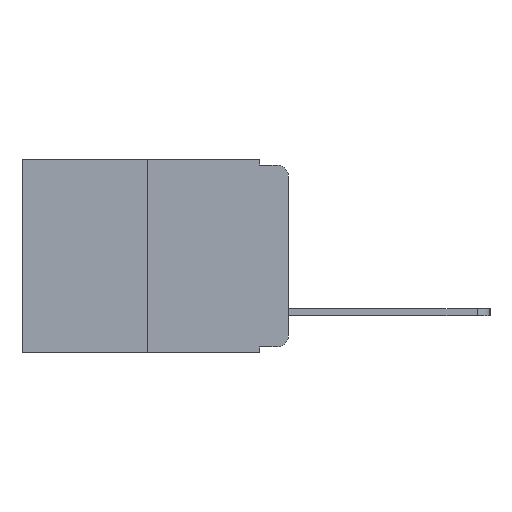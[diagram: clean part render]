
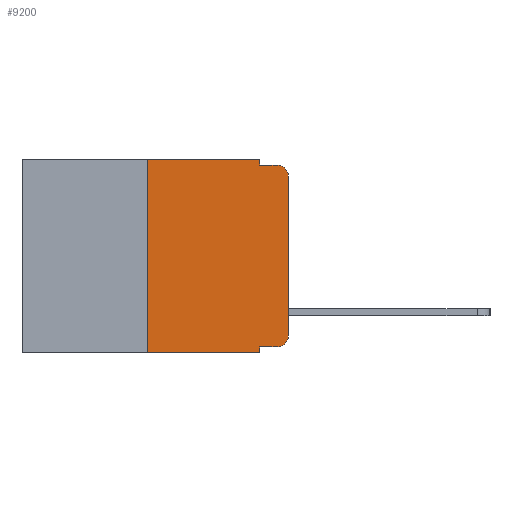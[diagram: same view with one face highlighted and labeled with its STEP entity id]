
A CAD part, left-side view. The second image highlights one B-rep face of the part: STEP entity #9200.
In plain terms, the highlighted planar face has unit normal (-1, 0, 0).
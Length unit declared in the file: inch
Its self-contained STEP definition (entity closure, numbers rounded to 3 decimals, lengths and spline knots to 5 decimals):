
#90 = EDGE_CURVE ( 'NONE', #6161, #8995, #2172, .T. ) ;
#198 = CARTESIAN_POINT ( 'NONE',  ( 0., 0.051, -0.333 ) ) ;
#286 = ORIENTED_EDGE ( 'NONE', *, *, #8172, .F. ) ;
#455 = ORIENTED_EDGE ( 'NONE', *, *, #7651, .T. ) ;
#520 = CIRCLE ( 'NONE', #9526, 0.02 ) ;
#697 = LINE ( 'NONE', #2722, #8680 ) ;
#831 = DIRECTION ( 'NONE',  ( 0., 0., -1. ) ) ;
#1382 = CARTESIAN_POINT ( 'NONE',  ( 0., 0.473, 0. ) ) ;
#1508 = VECTOR ( 'NONE', #12984, 39.37008 ) ;
#1806 = ORIENTED_EDGE ( 'NONE', *, *, #6021, .T. ) ;
#2060 = DIRECTION ( 'NONE',  ( 0., 0., 1. ) ) ;
#2163 = VECTOR ( 'NONE', #2060, 39.37008 ) ;
#2172 = LINE ( 'NONE', #5761, #10058 ) ;
#2266 = FACE_OUTER_BOUND ( 'NONE', #6338, .T. ) ;
#2648 = VECTOR ( 'NONE', #9211, 39.37008 ) ;
#2703 = VERTEX_POINT ( 'NONE', #10394 ) ;
#2722 = CARTESIAN_POINT ( 'NONE',  ( 0., 0.051, -0.01 ) ) ;
#2782 = DIRECTION ( 'NONE',  ( 0., -1., 0. ) ) ;
#3189 = EDGE_CURVE ( 'NONE', #6161, #7878, #4084, .T. ) ;
#3251 = EDGE_CURVE ( 'NONE', #5919, #4140, #520, .T. ) ;
#3512 = DIRECTION ( 'NONE',  ( 0., -1., 0. ) ) ;
#3620 = CIRCLE ( 'NONE', #12562, 0.02 ) ;
#3699 = CARTESIAN_POINT ( 'NONE',  ( 0., 0., -0.313 ) ) ;
#3721 = CARTESIAN_POINT ( 'NONE',  ( 0., 0.051, -0.333 ) ) ;
#3805 = VECTOR ( 'NONE', #10129, 39.37008 ) ;
#4084 = LINE ( 'NONE', #13065, #6671 ) ;
#4140 = VERTEX_POINT ( 'NONE', #3699 ) ;
#5045 = VERTEX_POINT ( 'NONE', #13220 ) ;
#5084 = LINE ( 'NONE', #11929, #2163 ) ;
#5579 = LINE ( 'NONE', #9084, #2648 ) ;
#5755 = ORIENTED_EDGE ( 'NONE', *, *, #6660, .F. ) ;
#5761 = CARTESIAN_POINT ( 'NONE',  ( 0., 0.25, 0. ) ) ;
#5919 = VERTEX_POINT ( 'NONE', #6549 ) ;
#6021 = EDGE_CURVE ( 'NONE', #4140, #9233, #5084, .T. ) ;
#6139 = CARTESIAN_POINT ( 'NONE',  ( 0., 0.25, 0. ) ) ;
#6161 = VERTEX_POINT ( 'NONE', #8559 ) ;
#6338 = EDGE_LOOP ( 'NONE', ( #1806, #10366, #13372, #5755, #286, #6422, #7107, #8453, #455, #6952 ) ) ;
#6380 = LINE ( 'NONE', #3721, #3805 ) ;
#6422 = ORIENTED_EDGE ( 'NONE', *, *, #90, .F. ) ;
#6466 = DIRECTION ( 'NONE',  ( 1., 0., 0. ) ) ;
#6549 = CARTESIAN_POINT ( 'NONE',  ( 0., 0.02, -0.333 ) ) ;
#6660 = EDGE_CURVE ( 'NONE', #11631, #2703, #5579, .T. ) ;
#6671 = VECTOR ( 'NONE', #2782, 39.37008 ) ;
#6952 = ORIENTED_EDGE ( 'NONE', *, *, #3251, .T. ) ;
#7107 = ORIENTED_EDGE ( 'NONE', *, *, #3189, .T. ) ;
#7200 = DIRECTION ( 'NONE',  ( 0., 0., -1. ) ) ;
#7237 = DIRECTION ( 'NONE',  ( -1., 0., 0. ) ) ;
#7267 = CARTESIAN_POINT ( 'NONE',  ( 0., 0.02, -0.313 ) ) ;
#7377 = DIRECTION ( 'NONE',  ( -1., 0., 0. ) ) ;
#7651 = EDGE_CURVE ( 'NONE', #11730, #5919, #6380, .T. ) ;
#7878 = VERTEX_POINT ( 'NONE', #11555 ) ;
#7890 = LINE ( 'NONE', #1382, #10628 ) ;
#8172 = EDGE_CURVE ( 'NONE', #8995, #11631, #7890, .T. ) ;
#8453 = ORIENTED_EDGE ( 'NONE', *, *, #11786, .F. ) ;
#8559 = CARTESIAN_POINT ( 'NONE',  ( 0., 0.25, -0.343 ) ) ;
#8680 = VECTOR ( 'NONE', #9191, 39.37008 ) ;
#8995 = VERTEX_POINT ( 'NONE', #6139 ) ;
#9084 = CARTESIAN_POINT ( 'NONE',  ( 0., 0.051, 0. ) ) ;
#9191 = DIRECTION ( 'NONE',  ( 0., -1., 0. ) ) ;
#9200 = ADVANCED_FACE ( 'NONE', ( #2266 ), #10670, .F. ) ;
#9211 = DIRECTION ( 'NONE',  ( 0., 0., -1. ) ) ;
#9233 = VERTEX_POINT ( 'NONE', #12702 ) ;
#9416 = AXIS2_PLACEMENT_3D ( 'NONE', #9646, #6466, #11701 ) ;
#9526 = AXIS2_PLACEMENT_3D ( 'NONE', #7267, #7237, #7200 ) ;
#9564 = EDGE_CURVE ( 'NONE', #9233, #5045, #3620, .T. ) ;
#9646 = CARTESIAN_POINT ( 'NONE',  ( 0., 0.473, 0. ) ) ;
#9710 = CARTESIAN_POINT ( 'NONE',  ( 0., 0.051, 0. ) ) ;
#10058 = VECTOR ( 'NONE', #13009, 39.37008 ) ;
#10073 = LINE ( 'NONE', #11000, #1508 ) ;
#10129 = DIRECTION ( 'NONE',  ( 0., -1., 0. ) ) ;
#10366 = ORIENTED_EDGE ( 'NONE', *, *, #9564, .T. ) ;
#10394 = CARTESIAN_POINT ( 'NONE',  ( 0., 0.051, -0.01 ) ) ;
#10628 = VECTOR ( 'NONE', #3512, 39.37008 ) ;
#10670 = PLANE ( 'NONE',  #9416 ) ;
#10852 = EDGE_CURVE ( 'NONE', #2703, #5045, #697, .T. ) ;
#11000 = CARTESIAN_POINT ( 'NONE',  ( 0., 0.051, 0. ) ) ;
#11555 = CARTESIAN_POINT ( 'NONE',  ( 0., 0.051, -0.343 ) ) ;
#11631 = VERTEX_POINT ( 'NONE', #9710 ) ;
#11701 = DIRECTION ( 'NONE',  ( 0., 0., -1. ) ) ;
#11730 = VERTEX_POINT ( 'NONE', #198 ) ;
#11786 = EDGE_CURVE ( 'NONE', #11730, #7878, #10073, .T. ) ;
#11929 = CARTESIAN_POINT ( 'NONE',  ( 0., 0., 0. ) ) ;
#12562 = AXIS2_PLACEMENT_3D ( 'NONE', #13514, #7377, #831 ) ;
#12702 = CARTESIAN_POINT ( 'NONE',  ( 0., 0., -0.03 ) ) ;
#12984 = DIRECTION ( 'NONE',  ( 0., 0., -1. ) ) ;
#13009 = DIRECTION ( 'NONE',  ( 0., 0., 1. ) ) ;
#13065 = CARTESIAN_POINT ( 'NONE',  ( 0., 0.473, -0.343 ) ) ;
#13220 = CARTESIAN_POINT ( 'NONE',  ( 0., 0.02, -0.01 ) ) ;
#13372 = ORIENTED_EDGE ( 'NONE', *, *, #10852, .F. ) ;
#13514 = CARTESIAN_POINT ( 'NONE',  ( 0., 0.02, -0.03 ) ) ;
